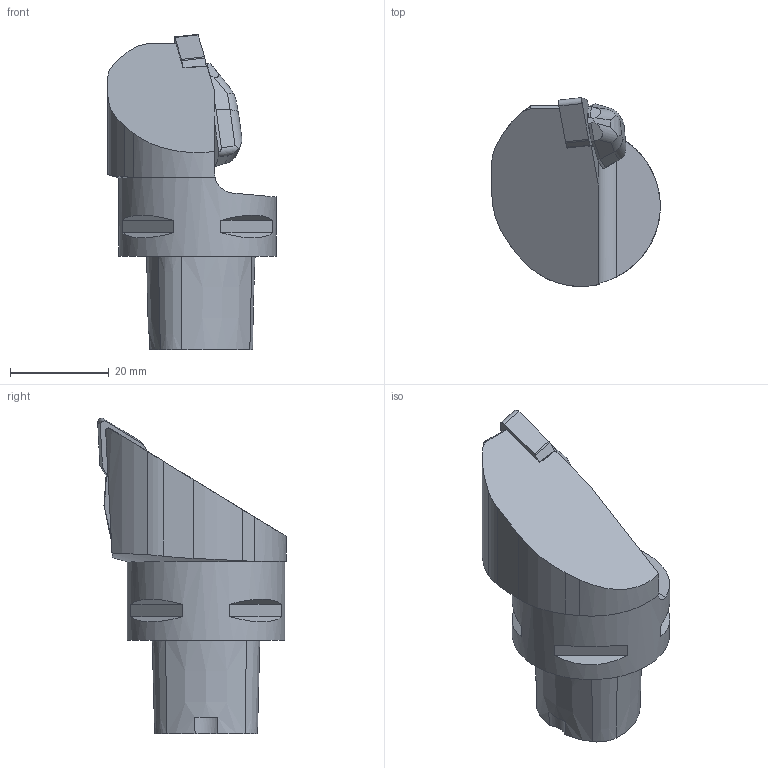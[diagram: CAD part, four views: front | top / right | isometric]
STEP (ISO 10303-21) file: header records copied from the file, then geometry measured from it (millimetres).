
FILE_DESCRIPTION(/* description */ (''),/* implementation_level */ '2;1');
FILE_NAME(/* name */ '10010419606_stp.stp',/* time_stamp */ '2017-08-02T08:49:42+02:00',/* author */ (''),/* organization */ (''),/* preprocessor_version */ 'ST-DEVELOPER v15',/* originating_system */ 'SIEMENS PLM Software NX 9.0',/* authorisation */ '');
FILE_SCHEMA (('AUTOMOTIVE_DESIGN { 1 0 10303 214 3 1 1 1 }'));
Length unit declared in the file: millimetre
Products named in the file (1): reic089062A21ku7
Bounding box: 34.19 x 38.27 x 64 mm (x, y, z)
Volume: 30290.4 mm3; surface area: 7322.1 mm2
Topology: 2 solids, 2 shells, 93 faces, 250 edges, 165 vertices
Faces by surface type: plane 57, cylinder 29, cone 7
Full cylindrical faces by diameter (mm): 3.81 x2, 32 x1
Entity records: 2972 total; most frequent: CARTESIAN_POINT 601, ORIENTED_EDGE 488, DIRECTION 480, EDGE_CURVE 244, AXIS2_PLACEMENT_3D 167, VERTEX_POINT 162, LINE 146, VECTOR 146
